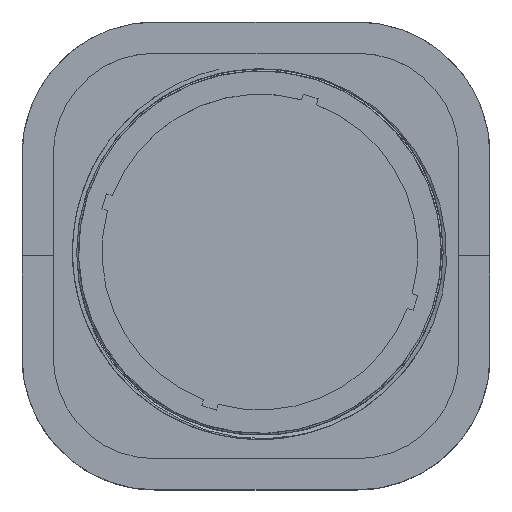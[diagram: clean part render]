
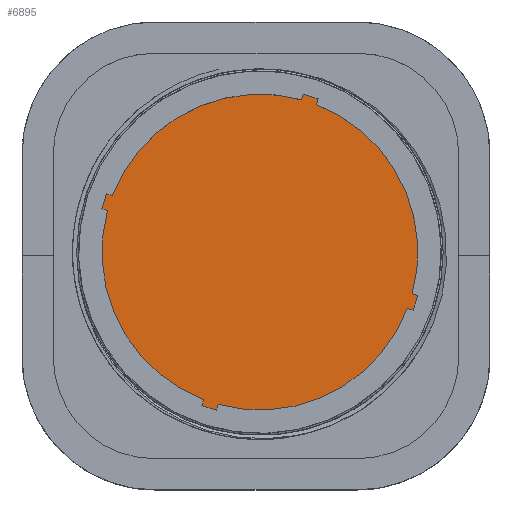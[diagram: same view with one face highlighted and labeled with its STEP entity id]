
A CAD part, top view. The second image highlights one B-rep face of the part: STEP entity #6895.
In plain terms, the highlighted planar face has unit normal (0, 0, 1).
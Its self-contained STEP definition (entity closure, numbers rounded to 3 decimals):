
#1997 = EDGE_LOOP ( 'NONE', ( #11710, #16539 ) ) ;
#2353 = DIRECTION ( 'NONE',  ( 1., 0., 0. ) ) ;
#2677 = DIRECTION ( 'NONE',  ( 0., 0., 1. ) ) ;
#3129 = DIRECTION ( 'NONE',  ( 1., 0., 0. ) ) ;
#3389 = CIRCLE ( 'NONE', #5434, 23. ) ;
#5434 = AXIS2_PLACEMENT_3D ( 'NONE', #7456, #13765, #18688 ) ;
#6895 = ADVANCED_FACE ( 'NONE', ( #7477 ), #20614, .T. ) ;
#7456 = CARTESIAN_POINT ( 'NONE',  ( 0., 0., 0. ) ) ;
#7477 = FACE_OUTER_BOUND ( 'NONE', #1997, .T. ) ;
#8831 = CARTESIAN_POINT ( 'NONE',  ( 23., 0., 0. ) ) ;
#8896 = EDGE_CURVE ( 'NONE', #21078, #16660, #18531, .T. ) ;
#11019 = CARTESIAN_POINT ( 'NONE',  ( 0., 0., 0. ) ) ;
#11710 = ORIENTED_EDGE ( 'NONE', *, *, #8896, .T. ) ;
#12216 = EDGE_CURVE ( 'NONE', #16660, #21078, #3389, .T. ) ;
#12367 = AXIS2_PLACEMENT_3D ( 'NONE', #11019, #20847, #3129 ) ;
#13765 = DIRECTION ( 'NONE',  ( 0., 0., 1. ) ) ;
#16119 = AXIS2_PLACEMENT_3D ( 'NONE', #20303, #2677, #2353 ) ;
#16539 = ORIENTED_EDGE ( 'NONE', *, *, #12216, .T. ) ;
#16660 = VERTEX_POINT ( 'NONE', #18387 ) ;
#18387 = CARTESIAN_POINT ( 'NONE',  ( -23., 0., 0. ) ) ;
#18531 = CIRCLE ( 'NONE', #12367, 23. ) ;
#18688 = DIRECTION ( 'NONE',  ( 1., 0., 0. ) ) ;
#20303 = CARTESIAN_POINT ( 'NONE',  ( 0., 0., 0. ) ) ;
#20614 = PLANE ( 'NONE',  #16119 ) ;
#20847 = DIRECTION ( 'NONE',  ( 0., 0., 1. ) ) ;
#21078 = VERTEX_POINT ( 'NONE', #8831 ) ;
